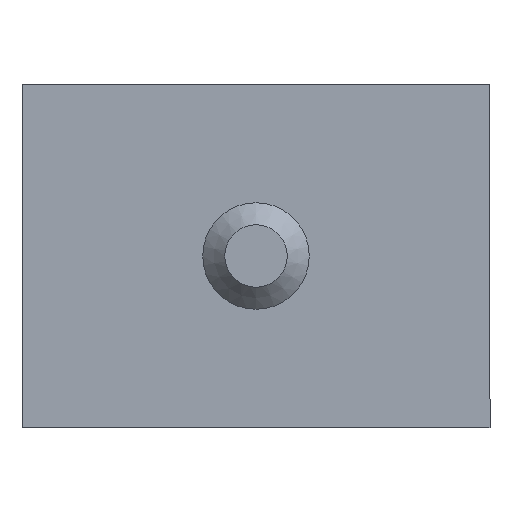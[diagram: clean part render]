
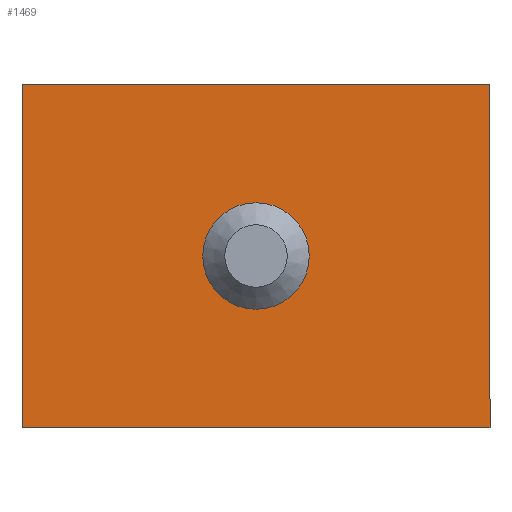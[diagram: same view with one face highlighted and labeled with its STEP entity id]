
A CAD part, left-side view. The second image highlights one B-rep face of the part: STEP entity #1469.
In plain terms, the highlighted face is planar.
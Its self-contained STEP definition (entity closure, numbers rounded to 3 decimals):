
#179=FACE_OUTER_BOUND('',#279,.T.);
#279=EDGE_LOOP('',(#1134,#1135,#1136,#1137));
#404=LINE('',#2409,#563);
#408=LINE('',#2417,#567);
#411=LINE('',#2423,#570);
#414=LINE('',#2428,#573);
#563=VECTOR('',#1965,10.);
#567=VECTOR('',#1971,10.);
#570=VECTOR('',#1976,10.);
#573=VECTOR('',#1981,10.);
#703=VERTEX_POINT('',#2407);
#704=VERTEX_POINT('',#2408);
#707=VERTEX_POINT('',#2416);
#709=VERTEX_POINT('',#2422);
#846=EDGE_CURVE('',#703,#704,#404,.T.);
#850=EDGE_CURVE('',#704,#707,#408,.T.);
#853=EDGE_CURVE('',#707,#709,#411,.T.);
#856=EDGE_CURVE('',#709,#703,#414,.T.);
#1134=ORIENTED_EDGE('',*,*,#856,.T.);
#1135=ORIENTED_EDGE('',*,*,#846,.T.);
#1136=ORIENTED_EDGE('',*,*,#850,.T.);
#1137=ORIENTED_EDGE('',*,*,#853,.T.);
#1379=PLANE('',#1701);
#1469=ADVANCED_FACE('',(#179),#1379,.F.);
#1701=AXIS2_PLACEMENT_3D('',#2431,#1985,#1986);
#1965=DIRECTION('',(0.,-1.,0.));
#1971=DIRECTION('',(-1.,0.,0.));
#1976=DIRECTION('',(0.,1.,0.));
#1981=DIRECTION('',(1.,0.,0.));
#1985=DIRECTION('center_axis',(0.,0.,1.));
#1986=DIRECTION('ref_axis',(1.,0.,0.));
#2407=CARTESIAN_POINT('',(75.,55.,0.));
#2408=CARTESIAN_POINT('',(75.,-55.,0.));
#2409=CARTESIAN_POINT('',(75.,55.,0.));
#2416=CARTESIAN_POINT('',(-75.,-55.,0.));
#2417=CARTESIAN_POINT('',(75.,-55.,0.));
#2422=CARTESIAN_POINT('',(-75.,55.,0.));
#2423=CARTESIAN_POINT('',(-75.,-55.,0.));
#2428=CARTESIAN_POINT('',(-75.,55.,0.));
#2431=CARTESIAN_POINT('Origin',(0.,0.,
0.));
